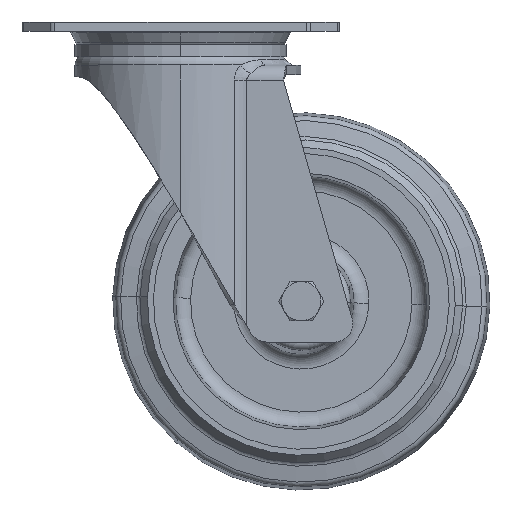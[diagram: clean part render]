
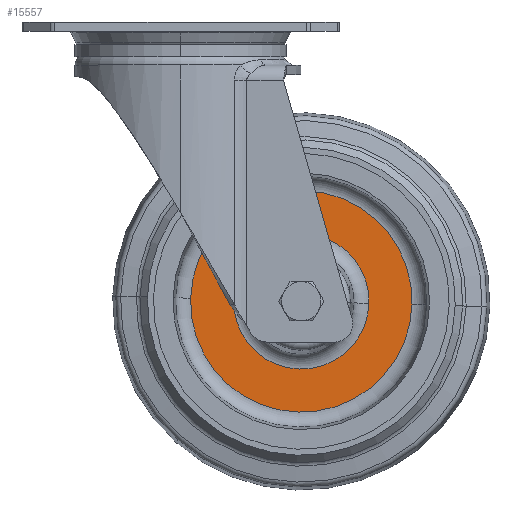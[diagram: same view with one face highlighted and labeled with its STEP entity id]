
A CAD part, top view. The second image highlights one B-rep face of the part: STEP entity #15557.
In plain terms, the highlighted planar face has unit normal (0, 0, 1).
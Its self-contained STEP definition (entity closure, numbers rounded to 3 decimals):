
#4 = CIRCLE ( 'NONE', #9268, 36.694 ) ;
#634 = PLANE ( 'NONE',  #1007 ) ;
#708 = DIRECTION ( 'NONE',  ( 0., 0., -1. ) ) ;
#965 = VERTEX_POINT ( 'NONE', #13475 ) ;
#1007 = AXIS2_PLACEMENT_3D ( 'NONE', #10901, #708, #5672 ) ;
#1200 = DIRECTION ( 'NONE',  ( 0., 0., 1. ) ) ;
#1279 = DIRECTION ( 'NONE',  ( 0., 0., 1. ) ) ;
#1802 = CARTESIAN_POINT ( 'NONE',  ( 62.41, -93.141, 4. ) ) ;
#2677 = VERTEX_POINT ( 'NONE', #12574 ) ;
#2691 = CARTESIAN_POINT ( 'NONE',  ( 17.59, -91.859, 4. ) ) ;
#2820 = EDGE_CURVE ( 'NONE', #965, #2677, #13258, .T. ) ;
#3212 = ORIENTED_EDGE ( 'NONE', *, *, #2820, .T. ) ;
#3366 = AXIS2_PLACEMENT_3D ( 'NONE', #14416, #5550, #7127 ) ;
#3987 = CARTESIAN_POINT ( 'NONE',  ( 40., -92.5, 4. ) ) ;
#4000 = VERTEX_POINT ( 'NONE', #2691 ) ;
#5550 = DIRECTION ( 'NONE',  ( 0., 0., -1. ) ) ;
#5672 = DIRECTION ( 'NONE',  ( -1., 0.029, 0. ) ) ;
#5675 = DIRECTION ( 'NONE',  ( 0., 0., -1. ) ) ;
#6078 = EDGE_LOOP ( 'NONE', ( #9562, #3212 ) ) ;
#6638 = AXIS2_PLACEMENT_3D ( 'NONE', #8172, #5675, #11961 ) ;
#7127 = DIRECTION ( 'NONE',  ( -1., 0.029, 0. ) ) ;
#7538 = EDGE_CURVE ( 'NONE', #4000, #13391, #13174, .T. ) ;
#7734 = AXIS2_PLACEMENT_3D ( 'NONE', #3987, #1200, #10158 ) ;
#7764 = DIRECTION ( 'NONE',  ( -1., 0.029, 0. ) ) ;
#8172 = CARTESIAN_POINT ( 'NONE',  ( 40., -92.5, 4. ) ) ;
#8277 = ORIENTED_EDGE ( 'NONE', *, *, #9922, .T. ) ;
#9268 = AXIS2_PLACEMENT_3D ( 'NONE', #11299, #1279, #7764 ) ;
#9562 = ORIENTED_EDGE ( 'NONE', *, *, #10295, .T. ) ;
#9922 = EDGE_CURVE ( 'NONE', #13391, #4000, #10575, .T. ) ;
#10158 = DIRECTION ( 'NONE',  ( -1., 0.029, 0. ) ) ;
#10295 = EDGE_CURVE ( 'NONE', #2677, #965, #4, .T. ) ;
#10575 = CIRCLE ( 'NONE', #6638, 22.419 ) ;
#10817 = EDGE_LOOP ( 'NONE', ( #15098, #8277 ) ) ;
#10901 = CARTESIAN_POINT ( 'NONE',  ( 41.18, -51.242, 4. ) ) ;
#11299 = CARTESIAN_POINT ( 'NONE',  ( 40., -92.5, 4. ) ) ;
#11961 = DIRECTION ( 'NONE',  ( -1., 0.029, 0. ) ) ;
#12574 = CARTESIAN_POINT ( 'NONE',  ( 3.321, -91.451, 4. ) ) ;
#13174 = CIRCLE ( 'NONE', #3366, 22.419 ) ;
#13258 = CIRCLE ( 'NONE', #7734, 36.694 ) ;
#13391 = VERTEX_POINT ( 'NONE', #1802 ) ;
#13475 = CARTESIAN_POINT ( 'NONE',  ( 76.679, -93.549, 4. ) ) ;
#14416 = CARTESIAN_POINT ( 'NONE',  ( 40., -92.5, 4. ) ) ;
#14784 = FACE_BOUND ( 'NONE', #10817, .T. ) ;
#15098 = ORIENTED_EDGE ( 'NONE', *, *, #7538, .T. ) ;
#15557 = ADVANCED_FACE ( 'NONE', ( #14784, #15875 ), #634, .F. ) ;
#15875 = FACE_OUTER_BOUND ( 'NONE', #6078, .T. ) ;
